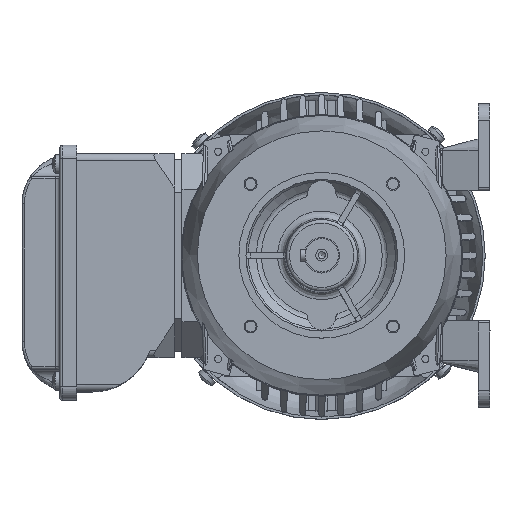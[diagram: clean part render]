
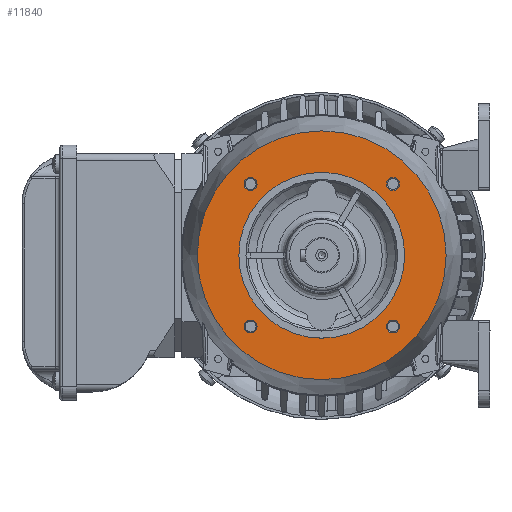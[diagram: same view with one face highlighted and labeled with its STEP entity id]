
A CAD part, top view. The second image highlights one B-rep face of the part: STEP entity #11840.
In plain terms, the highlighted planar face has unit normal (0, 0, 1).
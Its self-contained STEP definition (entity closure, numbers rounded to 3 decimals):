
#5725=FACE_BOUND('',#18819,.T.);
#5726=FACE_BOUND('',#18820,.T.);
#5727=FACE_BOUND('',#18821,.T.);
#5728=FACE_BOUND('',#18822,.T.);
#5729=FACE_BOUND('',#18823,.T.);
#5730=FACE_BOUND('',#18824,.T.);
#7229=CIRCLE('',#57074,35.);
#7232=CIRCLE('',#57080,2.723);
#7235=CIRCLE('',#57086,2.723);
#7238=CIRCLE('',#57092,2.723);
#7241=CIRCLE('',#57098,2.723);
#7242=CIRCLE('',#57100,52.493);
#11840=ADVANCED_FACE('',(#5725,#5726,#5727,#5728,#5729,#5730),#13399,.F.);
#13399=PLANE('',#57101);
#18819=EDGE_LOOP('',(#32010));
#18820=EDGE_LOOP('',(#32011));
#18821=EDGE_LOOP('',(#32012));
#18822=EDGE_LOOP('',(#32013));
#18823=EDGE_LOOP('',(#32014));
#18824=EDGE_LOOP('',(#32015));
#32010=ORIENTED_EDGE('',*,*,#45360,.F.);
#32011=ORIENTED_EDGE('',*,*,#45363,.T.);
#32012=ORIENTED_EDGE('',*,*,#45366,.F.);
#32013=ORIENTED_EDGE('',*,*,#45369,.F.);
#32014=ORIENTED_EDGE('',*,*,#45372,.T.);
#32015=ORIENTED_EDGE('',*,*,#45373,.F.);
#38314=VERTEX_POINT('',#104131);
#38317=VERTEX_POINT('',#104140);
#38320=VERTEX_POINT('',#104149);
#38323=VERTEX_POINT('',#104158);
#38326=VERTEX_POINT('',#104167);
#38327=VERTEX_POINT('',#104170);
#45360=EDGE_CURVE('',#38314,#38314,#7229,.T.);
#45363=EDGE_CURVE('',#38317,#38317,#7232,.T.);
#45366=EDGE_CURVE('',#38320,#38320,#7235,.T.);
#45369=EDGE_CURVE('',#38323,#38323,#7238,.T.);
#45372=EDGE_CURVE('',#38326,#38326,#7241,.T.);
#45373=EDGE_CURVE('',#38327,#38327,#7242,.T.);
#57074=AXIS2_PLACEMENT_3D('',#104130,#67970,#67971);
#57080=AXIS2_PLACEMENT_3D('',#104139,#67982,#67983);
#57086=AXIS2_PLACEMENT_3D('',#104148,#67994,#67995);
#57092=AXIS2_PLACEMENT_3D('',#104157,#68006,#68007);
#57098=AXIS2_PLACEMENT_3D('',#104166,#68018,#68019);
#57100=AXIS2_PLACEMENT_3D('',#104169,#68022,#68023);
#57101=AXIS2_PLACEMENT_3D('',#104171,#68024,#68025);
#67970=DIRECTION('',(0.,0.,1.));
#67971=DIRECTION('',(-1.,0.,0.));
#67982=DIRECTION('',(0.,0.,-1.));
#67983=DIRECTION('',(0.,1.,0.));
#67994=DIRECTION('',(0.,0.,1.));
#67995=DIRECTION('',(0.,-1.,0.));
#68006=DIRECTION('',(0.,0.,1.));
#68007=DIRECTION('',(0.,1.,0.));
#68018=DIRECTION('',(0.,0.,-1.));
#68019=DIRECTION('',(0.,-1.,0.));
#68022=DIRECTION('',(0.,0.,-1.));
#68023=DIRECTION('',(0.,-1.,0.));
#68024=DIRECTION('',(0.,0.,-1.));
#68025=DIRECTION('',(0.,1.,0.));
#104130=CARTESIAN_POINT('',(0.,0.,
2.));
#104131=CARTESIAN_POINT('',(-35.,0.,2.));
#104139=CARTESIAN_POINT('',(30.05,30.05,2.));
#104140=CARTESIAN_POINT('',(30.05,32.773,2.));
#104148=CARTESIAN_POINT('',(30.05,-30.05,2.));
#104149=CARTESIAN_POINT('',(30.05,-32.773,2.));
#104157=CARTESIAN_POINT('',(-30.05,30.05,2.));
#104158=CARTESIAN_POINT('',(-30.05,32.773,2.));
#104166=CARTESIAN_POINT('',(-30.05,-30.05,2.));
#104167=CARTESIAN_POINT('',(-30.05,-32.773,2.));
#104169=CARTESIAN_POINT('',(0.,0.,
2.));
#104170=CARTESIAN_POINT('',(0.,-52.493,2.));
#104171=CARTESIAN_POINT('',(-66.021,-66.705,2.));
